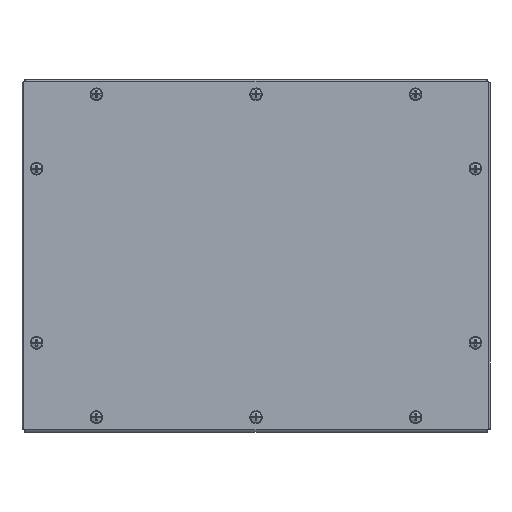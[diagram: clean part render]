
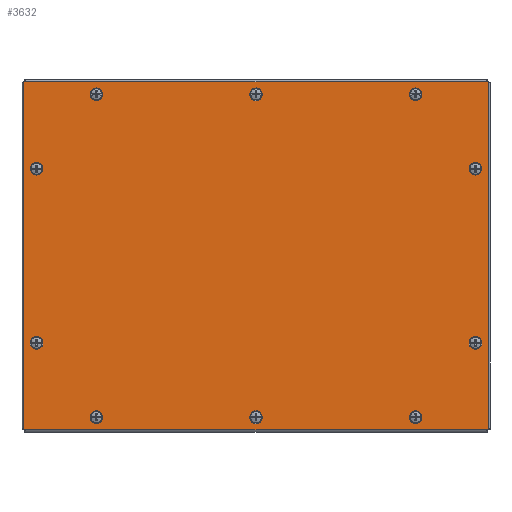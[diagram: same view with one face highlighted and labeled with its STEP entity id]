
A CAD part, top view. The second image highlights one B-rep face of the part: STEP entity #3632.
In plain terms, the highlighted planar face has unit normal (0, 0, 1).
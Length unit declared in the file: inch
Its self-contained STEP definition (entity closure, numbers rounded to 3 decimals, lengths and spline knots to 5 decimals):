
#292=PLANE('',#3897);
#547=LINE('',#6243,#811);
#553=LINE('',#6264,#817);
#557=LINE('',#6275,#821);
#558=LINE('',#6277,#822);
#811=VECTOR('',#4561,11.9375);
#817=VECTOR('',#4581,11.9375);
#821=VECTOR('',#4595,15.9375);
#822=VECTOR('',#4598,15.9375);
#977=FACE_BOUND('',#1371,.T.);
#978=FACE_BOUND('',#1372,.T.);
#979=FACE_BOUND('',#1373,.T.);
#980=FACE_BOUND('',#1374,.T.);
#981=FACE_BOUND('',#1375,.T.);
#982=FACE_BOUND('',#1376,.T.);
#983=FACE_BOUND('',#1377,.T.);
#984=FACE_BOUND('',#1378,.T.);
#985=FACE_BOUND('',#1379,.T.);
#986=FACE_BOUND('',#1380,.T.);
#1120=FACE_OUTER_BOUND('',#1370,.T.);
#1370=EDGE_LOOP('',(#2913,#2914,#2915,#2916,#2917,#2918,#2919,#2920));
#1371=EDGE_LOOP('',(#2921));
#1372=EDGE_LOOP('',(#2922));
#1373=EDGE_LOOP('',(#2923));
#1374=EDGE_LOOP('',(#2924));
#1375=EDGE_LOOP('',(#2925));
#1376=EDGE_LOOP('',(#2926));
#1377=EDGE_LOOP('',(#2927));
#1378=EDGE_LOOP('',(#2928));
#1379=EDGE_LOOP('',(#2929));
#1380=EDGE_LOOP('',(#2930));
#1536=CIRCLE('',#3852,0.14063);
#1538=CIRCLE('',#3855,0.14063);
#1540=CIRCLE('',#3858,0.14063);
#1542=CIRCLE('',#3861,0.14063);
#1544=CIRCLE('',#3864,0.14063);
#1546=CIRCLE('',#3867,0.14063);
#1548=CIRCLE('',#3870,0.14063);
#1550=CIRCLE('',#3873,0.14063);
#1552=CIRCLE('',#3876,0.14063);
#1554=CIRCLE('',#3879,0.14063);
#1555=CIRCLE('',#3881,0.03125);
#1560=CIRCLE('',#3889,0.03125);
#1561=CIRCLE('',#3892,0.03125);
#1562=CIRCLE('',#3894,0.03125);
#1770=VERTEX_POINT('',#6182);
#1772=VERTEX_POINT('',#6187);
#1774=VERTEX_POINT('',#6192);
#1776=VERTEX_POINT('',#6197);
#1778=VERTEX_POINT('',#6202);
#1780=VERTEX_POINT('',#6207);
#1782=VERTEX_POINT('',#6212);
#1784=VERTEX_POINT('',#6217);
#1786=VERTEX_POINT('',#6222);
#1788=VERTEX_POINT('',#6227);
#1789=VERTEX_POINT('',#6230);
#1790=VERTEX_POINT('',#6231);
#1794=VERTEX_POINT('',#6241);
#1800=VERTEX_POINT('',#6257);
#1801=VERTEX_POINT('',#6258);
#1802=VERTEX_POINT('',#6263);
#1803=VERTEX_POINT('',#6267);
#1804=VERTEX_POINT('',#6271);
#2162=EDGE_CURVE('',#1770,#1770,#1536,.T.);
#2164=EDGE_CURVE('',#1772,#1772,#1538,.T.);
#2166=EDGE_CURVE('',#1774,#1774,#1540,.T.);
#2168=EDGE_CURVE('',#1776,#1776,#1542,.T.);
#2170=EDGE_CURVE('',#1778,#1778,#1544,.T.);
#2172=EDGE_CURVE('',#1780,#1780,#1546,.T.);
#2174=EDGE_CURVE('',#1782,#1782,#1548,.T.);
#2176=EDGE_CURVE('',#1784,#1784,#1550,.T.);
#2178=EDGE_CURVE('',#1786,#1786,#1552,.T.);
#2180=EDGE_CURVE('',#1788,#1788,#1554,.T.);
#2181=EDGE_CURVE('',#1789,#1790,#1555,.T.);
#2187=EDGE_CURVE('',#1794,#1789,#547,.T.);
#2194=EDGE_CURVE('',#1800,#1801,#1560,.T.);
#2197=EDGE_CURVE('',#1801,#1802,#553,.T.);
#2199=EDGE_CURVE('',#1802,#1803,#1561,.T.);
#2201=EDGE_CURVE('',#1804,#1794,#1562,.T.);
#2203=EDGE_CURVE('',#1803,#1804,#557,.T.);
#2204=EDGE_CURVE('',#1790,#1800,#558,.T.);
#2913=ORIENTED_EDGE('',*,*,#2181,.F.);
#2914=ORIENTED_EDGE('',*,*,#2187,.F.);
#2915=ORIENTED_EDGE('',*,*,#2201,.F.);
#2916=ORIENTED_EDGE('',*,*,#2203,.F.);
#2917=ORIENTED_EDGE('',*,*,#2199,.F.);
#2918=ORIENTED_EDGE('',*,*,#2197,.F.);
#2919=ORIENTED_EDGE('',*,*,#2194,.F.);
#2920=ORIENTED_EDGE('',*,*,#2204,.F.);
#2921=ORIENTED_EDGE('',*,*,#2162,.T.);
#2922=ORIENTED_EDGE('',*,*,#2164,.T.);
#2923=ORIENTED_EDGE('',*,*,#2166,.T.);
#2924=ORIENTED_EDGE('',*,*,#2168,.T.);
#2925=ORIENTED_EDGE('',*,*,#2170,.T.);
#2926=ORIENTED_EDGE('',*,*,#2172,.T.);
#2927=ORIENTED_EDGE('',*,*,#2174,.T.);
#2928=ORIENTED_EDGE('',*,*,#2176,.T.);
#2929=ORIENTED_EDGE('',*,*,#2178,.T.);
#2930=ORIENTED_EDGE('',*,*,#2180,.T.);
#3632=ADVANCED_FACE('',(#1120,#977,#978,#979,#980,#981,#982,#983,#984,#985,
#986),#292,.T.);
#3852=AXIS2_PLACEMENT_3D('',#6183,#4493,#4494);
#3855=AXIS2_PLACEMENT_3D('',#6188,#4499,#4500);
#3858=AXIS2_PLACEMENT_3D('',#6193,#4505,#4506);
#3861=AXIS2_PLACEMENT_3D('',#6198,#4511,#4512);
#3864=AXIS2_PLACEMENT_3D('',#6203,#4517,#4518);
#3867=AXIS2_PLACEMENT_3D('',#6208,#4523,#4524);
#3870=AXIS2_PLACEMENT_3D('',#6213,#4529,#4530);
#3873=AXIS2_PLACEMENT_3D('',#6218,#4535,#4536);
#3876=AXIS2_PLACEMENT_3D('',#6223,#4541,#4542);
#3879=AXIS2_PLACEMENT_3D('',#6228,#4547,#4548);
#3881=AXIS2_PLACEMENT_3D('',#6232,#4551,#4552);
#3889=AXIS2_PLACEMENT_3D('',#6259,#4575,#4576);
#3892=AXIS2_PLACEMENT_3D('',#6268,#4585,#4586);
#3894=AXIS2_PLACEMENT_3D('',#6272,#4590,#4591);
#3897=AXIS2_PLACEMENT_3D('',#6278,#4599,#4600);
#4493=DIRECTION('center_axis',(0.,0.,-1.));
#4494=DIRECTION('ref_axis',(-1.,0.,0.));
#4499=DIRECTION('center_axis',(0.,0.,-1.));
#4500=DIRECTION('ref_axis',(-1.,0.,0.));
#4505=DIRECTION('center_axis',(0.,0.,-1.));
#4506=DIRECTION('ref_axis',(-1.,0.,0.));
#4511=DIRECTION('center_axis',(0.,0.,-1.));
#4512=DIRECTION('ref_axis',(-1.,0.,0.));
#4517=DIRECTION('center_axis',(0.,0.,-1.));
#4518=DIRECTION('ref_axis',(-1.,0.,0.));
#4523=DIRECTION('center_axis',(0.,0.,-1.));
#4524=DIRECTION('ref_axis',(-1.,0.,0.));
#4529=DIRECTION('center_axis',(0.,0.,-1.));
#4530=DIRECTION('ref_axis',(-1.,0.,0.));
#4535=DIRECTION('center_axis',(0.,0.,-1.));
#4536=DIRECTION('ref_axis',(-1.,0.,0.));
#4541=DIRECTION('center_axis',(0.,0.,-1.));
#4542=DIRECTION('ref_axis',(-1.,0.,0.));
#4547=DIRECTION('center_axis',(0.,0.,-1.));
#4548=DIRECTION('ref_axis',(-1.,0.,0.));
#4551=DIRECTION('center_axis',(0.,0.,-1.));
#4552=DIRECTION('ref_axis',(0.707,-0.707,0.));
#4561=DIRECTION('',(0.,-1.,0.));
#4575=DIRECTION('center_axis',(0.,0.,-1.));
#4576=DIRECTION('ref_axis',(-0.707,-0.707,0.));
#4581=DIRECTION('',(0.,1.,0.));
#4585=DIRECTION('center_axis',(0.,0.,-1.));
#4586=DIRECTION('ref_axis',(-0.707,0.707,0.));
#4590=DIRECTION('center_axis',(0.,0.,-1.));
#4591=DIRECTION('ref_axis',(0.707,0.707,0.));
#4595=DIRECTION('',(1.,0.,0.));
#4598=DIRECTION('',(-1.,0.,0.));
#4599=DIRECTION('center_axis',(0.,0.,1.));
#4600=DIRECTION('ref_axis',(1.,0.,0.));
#6182=CARTESIAN_POINT('',(-7.42188,-3.,0.074));
#6183=CARTESIAN_POINT('Origin',(-7.5625,-3.,0.074));
#6187=CARTESIAN_POINT('',(7.70313,-3.,0.074));
#6188=CARTESIAN_POINT('Origin',(7.5625,-3.,0.074));
#6192=CARTESIAN_POINT('',(5.64063,5.5625,0.074));
#6193=CARTESIAN_POINT('Origin',(5.5,5.5625,0.074));
#6197=CARTESIAN_POINT('',(5.64063,-5.5625,0.074));
#6198=CARTESIAN_POINT('Origin',(5.5,-5.5625,0.074));
#6202=CARTESIAN_POINT('',(0.14063,5.5625,0.074));
#6203=CARTESIAN_POINT('Origin',(0.,5.5625,0.074));
#6207=CARTESIAN_POINT('',(0.14063,-5.5625,0.074));
#6208=CARTESIAN_POINT('Origin',(0.,-5.5625,0.074));
#6212=CARTESIAN_POINT('',(-7.42188,3.,0.074));
#6213=CARTESIAN_POINT('Origin',(-7.5625,3.,0.074));
#6217=CARTESIAN_POINT('',(7.70313,3.,0.074));
#6218=CARTESIAN_POINT('Origin',(7.5625,3.,0.074));
#6222=CARTESIAN_POINT('',(-5.35938,5.5625,0.074));
#6223=CARTESIAN_POINT('Origin',(-5.5,5.5625,0.074));
#6227=CARTESIAN_POINT('',(-5.35937,-5.5625,0.074));
#6228=CARTESIAN_POINT('Origin',(-5.5,-5.5625,0.074));
#6230=CARTESIAN_POINT('',(8.,-5.96875,0.074));
#6231=CARTESIAN_POINT('',(7.96875,-6.,0.074));
#6232=CARTESIAN_POINT('Origin',(7.96875,-5.96875,0.074));
#6241=CARTESIAN_POINT('',(8.,5.96875,0.074));
#6243=CARTESIAN_POINT('',(8.,6.,0.074));
#6257=CARTESIAN_POINT('',(-7.96875,-6.,0.074));
#6258=CARTESIAN_POINT('',(-8.,-5.96875,0.074));
#6259=CARTESIAN_POINT('Origin',(-7.96875,-5.96875,0.074));
#6263=CARTESIAN_POINT('',(-8.,5.96875,0.074));
#6264=CARTESIAN_POINT('',(-8.,-6.,0.074));
#6267=CARTESIAN_POINT('',(-7.96875,6.,0.074));
#6268=CARTESIAN_POINT('Origin',(-7.96875,5.96875,0.074));
#6271=CARTESIAN_POINT('',(7.96875,6.,0.074));
#6272=CARTESIAN_POINT('Origin',(7.96875,5.96875,0.074));
#6275=CARTESIAN_POINT('',(-8.,6.,0.074));
#6277=CARTESIAN_POINT('',(8.,-6.,0.074));
#6278=CARTESIAN_POINT('Origin',(0.,0.,
0.074));
